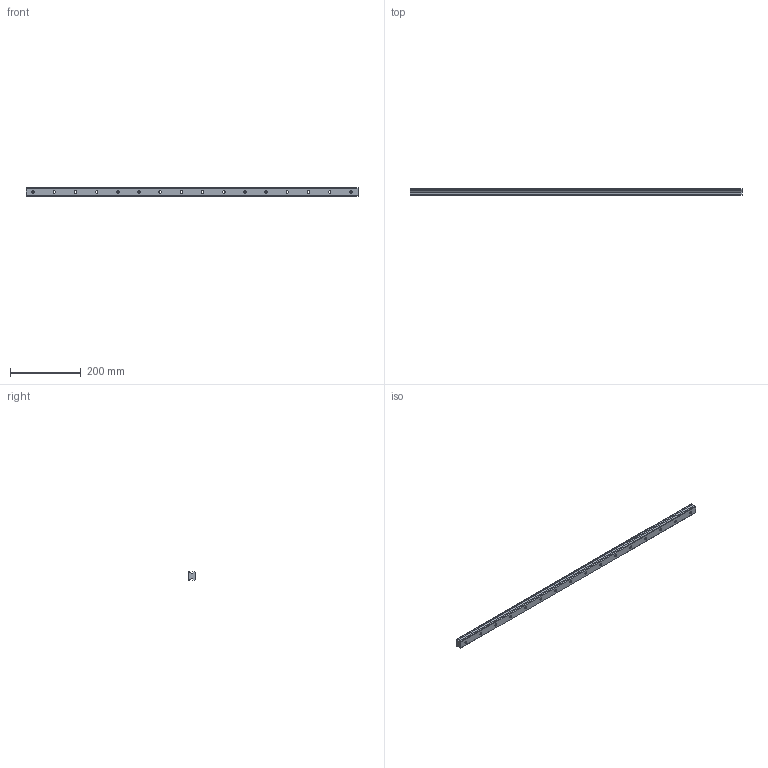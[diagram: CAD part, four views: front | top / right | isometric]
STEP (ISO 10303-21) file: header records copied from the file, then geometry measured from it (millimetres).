
FILE_DESCRIPTION (( 'STEP AP214' ), '1' );
FILE_NAME ('SSR25XTB1SS-940LY_G20_0_B-M6F_428-5_0_0_0.STEP', '2021-06-28T12:38:40', ( '' ), ( '' ), 'SwSTEP 2.0', 'SolidWorks 2021', '' );
FILE_SCHEMA (( 'AUTOMOTIVE_DESIGN' ));
Length unit declared in the file: millimetre
Products named in the file (2): _SSR25XTBY94020Y Track; SSR25XTB1SS-940LY_G20_0_B-M6F_428-5_0_0_0
Assembly tree (1 placements, depth 2):
  SSR25XTB1SS-940LY_G20_0_B-M6F_428-5_0_0_0
    _SSR25XTBY94020Y Track
Bounding box: 940 x 18 x 23 mm (x, y, z)
Volume: 328427.5 mm3; surface area: 88975.3 mm2
Topology: 1 solids, 1 shells, 106 faces, 264 edges, 176 vertices
Faces by surface type: cylinder 72, plane 34
Entity records: 3362 total; most frequent: DIRECTION 628, CARTESIAN_POINT 550, ORIENTED_EDGE 528, EDGE_CURVE 264, AXIS2_PLACEMENT_3D 254, VERTEX_POINT 176, EDGE_LOOP 154, CIRCLE 144
